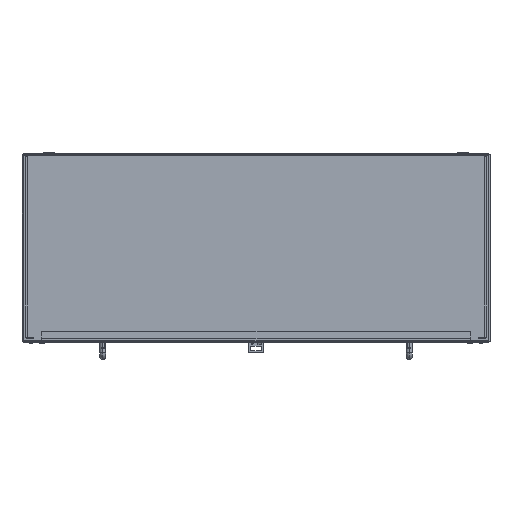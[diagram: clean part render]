
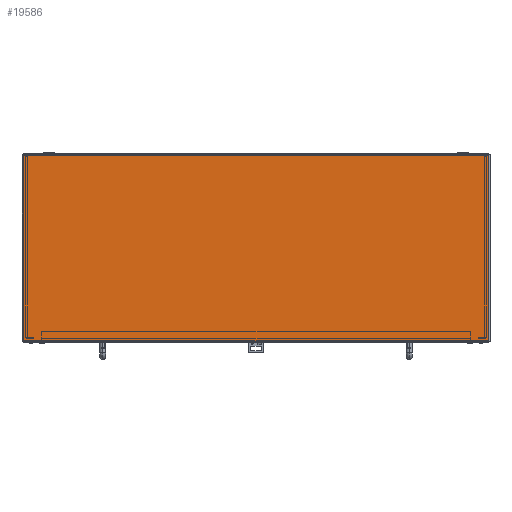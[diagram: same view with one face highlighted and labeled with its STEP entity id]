
A CAD part, top view. The second image highlights one B-rep face of the part: STEP entity #19586.
In plain terms, the highlighted planar face has unit normal (0, 0, 1).
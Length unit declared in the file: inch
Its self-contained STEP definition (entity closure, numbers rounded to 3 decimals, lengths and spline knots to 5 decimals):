
#426 = CARTESIAN_POINT ( 'NONE',  ( 15.1515, -0.036, 18.036 ) ) ;
#635 = VERTEX_POINT ( 'NONE', #4352 ) ;
#1183 = CARTESIAN_POINT ( 'NONE',  ( -15.1515, -0.036, 18.036 ) ) ;
#1556 = LINE ( 'NONE', #8783, #19767 ) ;
#3028 = EDGE_CURVE ( 'NONE', #21018, #9025, #22262, .T. ) ;
#3432 = ORIENTED_EDGE ( 'NONE', *, *, #19104, .F. ) ;
#3839 = LINE ( 'NONE', #21475, #21812 ) ;
#4352 = CARTESIAN_POINT ( 'NONE',  ( -15.1515, -12.142, 18.036 ) ) ;
#5484 = CARTESIAN_POINT ( 'NONE',  ( 15.1515, -0.036, 18.036 ) ) ;
#5813 = ORIENTED_EDGE ( 'NONE', *, *, #3028, .F. ) ;
#7267 = DIRECTION ( 'NONE',  ( 0., 1., 0. ) ) ;
#7285 = VERTEX_POINT ( 'NONE', #10574 ) ;
#7524 = DIRECTION ( 'NONE',  ( 0., 0., 1. ) ) ;
#7570 = DIRECTION ( 'NONE',  ( -1., 0., 0. ) ) ;
#8660 = CARTESIAN_POINT ( 'NONE',  ( 15.1515, -12.142, 18.036 ) ) ;
#8783 = CARTESIAN_POINT ( 'NONE',  ( -15.1515, -12.142, 18.036 ) ) ;
#9025 = VERTEX_POINT ( 'NONE', #8660 ) ;
#9695 = LINE ( 'NONE', #1183, #15611 ) ;
#10393 = EDGE_CURVE ( 'NONE', #635, #7285, #1556, .T. ) ;
#10574 = CARTESIAN_POINT ( 'NONE',  ( -15.1515, -0.036, 18.036 ) ) ;
#10970 = EDGE_LOOP ( 'NONE', ( #18793, #19846, #5813, #3432 ) ) ;
#11266 = PLANE ( 'NONE',  #16748 ) ;
#11404 = CARTESIAN_POINT ( 'NONE',  ( 15.1515, -0.036, 18.036 ) ) ;
#15611 = VECTOR ( 'NONE', #18925, 39.37008 ) ;
#16398 = FACE_OUTER_BOUND ( 'NONE', #10970, .T. ) ;
#16748 = AXIS2_PLACEMENT_3D ( 'NONE', #426, #7524, #18400 ) ;
#17321 = VECTOR ( 'NONE', #20517, 39.37008 ) ;
#18400 = DIRECTION ( 'NONE',  ( -1., 0., 0. ) ) ;
#18793 = ORIENTED_EDGE ( 'NONE', *, *, #10393, .F. ) ;
#18925 = DIRECTION ( 'NONE',  ( 1., 0., 0. ) ) ;
#19104 = EDGE_CURVE ( 'NONE', #7285, #21018, #9695, .T. ) ;
#19586 = ADVANCED_FACE ( 'NONE', ( #16398 ), #11266, .T. ) ;
#19767 = VECTOR ( 'NONE', #7267, 39.37008 ) ;
#19846 = ORIENTED_EDGE ( 'NONE', *, *, #22398, .F. ) ;
#20517 = DIRECTION ( 'NONE',  ( 0., -1., 0. ) ) ;
#21018 = VERTEX_POINT ( 'NONE', #5484 ) ;
#21475 = CARTESIAN_POINT ( 'NONE',  ( 15.1515, -12.142, 18.036 ) ) ;
#21812 = VECTOR ( 'NONE', #7570, 39.37008 ) ;
#22262 = LINE ( 'NONE', #11404, #17321 ) ;
#22398 = EDGE_CURVE ( 'NONE', #9025, #635, #3839, .T. ) ;
